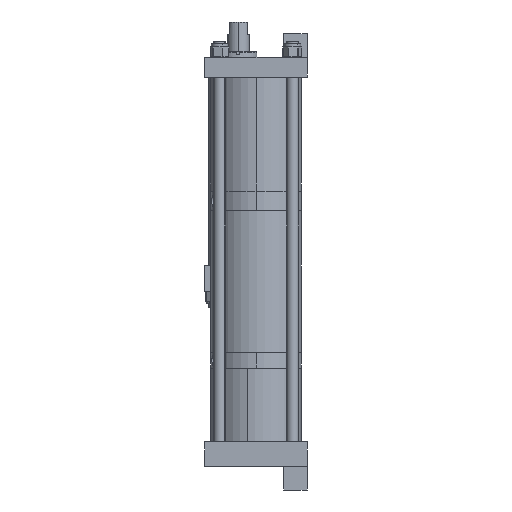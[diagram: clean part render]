
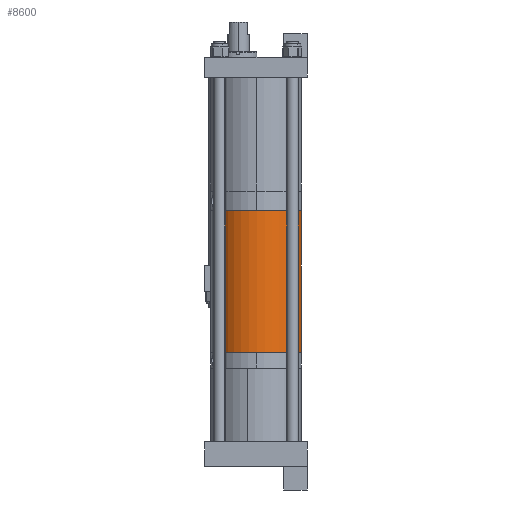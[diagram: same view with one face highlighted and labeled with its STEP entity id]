
A CAD part, left-side view. The second image highlights one B-rep face of the part: STEP entity #8600.
In plain terms, the highlighted cylindrical face has radius 73.025 mm (diameter 146.05 mm), a partial arc.
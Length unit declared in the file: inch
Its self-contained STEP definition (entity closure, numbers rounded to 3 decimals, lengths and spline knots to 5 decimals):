
#36 = VERTEX_POINT ( 'NONE', #10921 ) ;
#515 = VERTEX_POINT ( 'NONE', #3078 ) ;
#591 = LINE ( 'NONE', #10280, #1013 ) ;
#893 = DIRECTION ( 'NONE',  ( 0., 0., -1. ) ) ;
#1013 = VECTOR ( 'NONE', #5265, 39.37008 ) ;
#1342 = DIRECTION ( 'NONE',  ( -1., 0., 0. ) ) ;
#1659 = CARTESIAN_POINT ( 'NONE',  ( 0., 0., 0. ) ) ;
#1831 = DIRECTION ( 'NONE',  ( 1., 0., 0. ) ) ;
#2363 = CARTESIAN_POINT ( 'NONE',  ( 2.875, 0., 9.001 ) ) ;
#2578 = VERTEX_POINT ( 'NONE', #9443 ) ;
#3078 = CARTESIAN_POINT ( 'NONE',  ( -2.875, 0., 9.001 ) ) ;
#3131 = VERTEX_POINT ( 'NONE', #6745 ) ;
#3343 = DIRECTION ( 'NONE',  ( 0., 0., 1. ) ) ;
#5046 = CIRCLE ( 'NONE', #16276, 2.875 ) ;
#5182 = DIRECTION ( 'NONE',  ( 0., 0., -1. ) ) ;
#5265 = DIRECTION ( 'NONE',  ( 0., 0., -1. ) ) ;
#5565 = EDGE_LOOP ( 'NONE', ( #16554, #16250, #5674, #15149 ) ) ;
#5674 = ORIENTED_EDGE ( 'NONE', *, *, #6245, .T. ) ;
#5757 = EDGE_CURVE ( 'NONE', #3131, #36, #5046, .T. ) ;
#5839 = EDGE_CURVE ( 'NONE', #515, #2578, #6438, .T. ) ;
#6245 = EDGE_CURVE ( 'NONE', #515, #3131, #591, .T. ) ;
#6438 = CIRCLE ( 'NONE', #7675, 2.875 ) ;
#6744 = LINE ( 'NONE', #2363, #7586 ) ;
#6745 = CARTESIAN_POINT ( 'NONE',  ( -2.875, 0., 0. ) ) ;
#7293 = CYLINDRICAL_SURFACE ( 'NONE', #13633, 2.875 ) ;
#7586 = VECTOR ( 'NONE', #893, 39.37008 ) ;
#7675 = AXIS2_PLACEMENT_3D ( 'NONE', #14671, #3343, #1831 ) ;
#8600 = ADVANCED_FACE ( 'NONE', ( #8681 ), #7293, .T. ) ;
#8681 = FACE_OUTER_BOUND ( 'NONE', #5565, .T. ) ;
#9397 = DIRECTION ( 'NONE',  ( 0., 0., 1. ) ) ;
#9443 = CARTESIAN_POINT ( 'NONE',  ( 2.875, 0., 9.001 ) ) ;
#10259 = CARTESIAN_POINT ( 'NONE',  ( 0., 0., 9.001 ) ) ;
#10280 = CARTESIAN_POINT ( 'NONE',  ( -2.875, 0., 9.001 ) ) ;
#10921 = CARTESIAN_POINT ( 'NONE',  ( 2.875, 0., 0. ) ) ;
#11866 = DIRECTION ( 'NONE',  ( 1., 0., 0. ) ) ;
#13633 = AXIS2_PLACEMENT_3D ( 'NONE', #10259, #5182, #1342 ) ;
#14499 = EDGE_CURVE ( 'NONE', #2578, #36, #6744, .T. ) ;
#14671 = CARTESIAN_POINT ( 'NONE',  ( 0., 0., 9.001 ) ) ;
#15149 = ORIENTED_EDGE ( 'NONE', *, *, #5757, .T. ) ;
#16250 = ORIENTED_EDGE ( 'NONE', *, *, #5839, .F. ) ;
#16276 = AXIS2_PLACEMENT_3D ( 'NONE', #1659, #9397, #11866 ) ;
#16554 = ORIENTED_EDGE ( 'NONE', *, *, #14499, .F. ) ;
